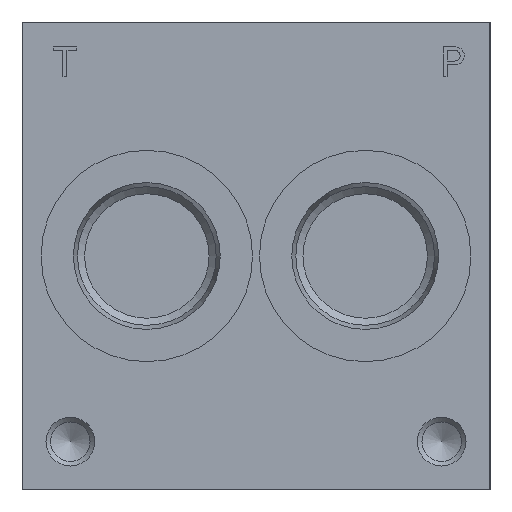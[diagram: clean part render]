
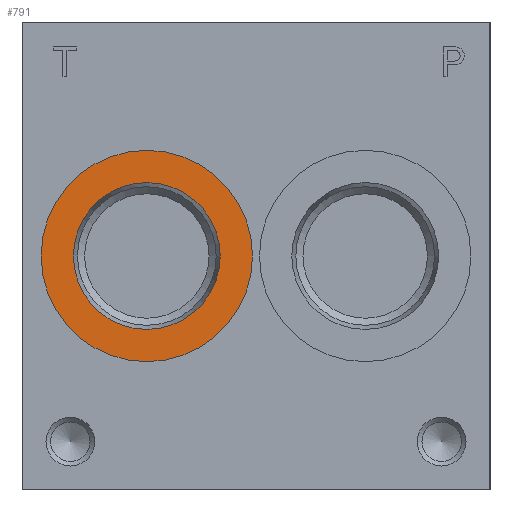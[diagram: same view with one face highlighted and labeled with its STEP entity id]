
A CAD part, left-side view. The second image highlights one B-rep face of the part: STEP entity #791.
In plain terms, the highlighted planar face has unit normal (-1, 0, 0).
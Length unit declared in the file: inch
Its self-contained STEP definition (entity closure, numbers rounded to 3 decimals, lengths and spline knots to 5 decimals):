
#791 = ADVANCED_FACE( '', ( #2223, #2224 ), #2225, .T. );
#2223 = FACE_BOUND( '', #4619, .T. );
#2224 = FACE_OUTER_BOUND( '', #4620, .T. );
#2225 = PLANE( '', #4621 );
#4619 = EDGE_LOOP( '', ( #7191 ) );
#4620 = EDGE_LOOP( '', ( #7192 ) );
#4621 = AXIS2_PLACEMENT_3D( '', #7193, #7194, #7195 );
#7191 = ORIENTED_EDGE( '', *, *, #12443, .T. );
#7192 = ORIENTED_EDGE( '', *, *, #12444, .F. );
#7193 = CARTESIAN_POINT( '', ( 0.031, 2.8775, 1.5 ) );
#7194 = DIRECTION( '', ( -1., 0., 0. ) );
#7195 = DIRECTION( '', ( 0., 0., 1. ) );
#12443 = EDGE_CURVE( '', #14625, #14625, #14626, .T. );
#12444 = EDGE_CURVE( '', #14627, #14627, #14628, .T. );
#14625 = VERTEX_POINT( '', #17723 );
#14626 = CIRCLE( '', #17724, 0.4705 );
#14627 = VERTEX_POINT( '', #17725 );
#14628 = CIRCLE( '', #17726, 0.6775 );
#17723 = CARTESIAN_POINT( '', ( 0.031, 2.2, 1.0295 ) );
#17724 = AXIS2_PLACEMENT_3D( '', #21506, #21507, #21508 );
#17725 = CARTESIAN_POINT( '', ( 0.031, 2.2, 0.8225 ) );
#17726 = AXIS2_PLACEMENT_3D( '', #21509, #21510, #21511 );
#21506 = CARTESIAN_POINT( '', ( 0.031, 2.2, 1.5 ) );
#21507 = DIRECTION( '', ( 1., 0., 0. ) );
#21508 = DIRECTION( '', ( 0., 0., -1. ) );
#21509 = CARTESIAN_POINT( '', ( 0.031, 2.2, 1.5 ) );
#21510 = DIRECTION( '', ( 1., 0., 0. ) );
#21511 = DIRECTION( '', ( 0., 0., -1. ) );
